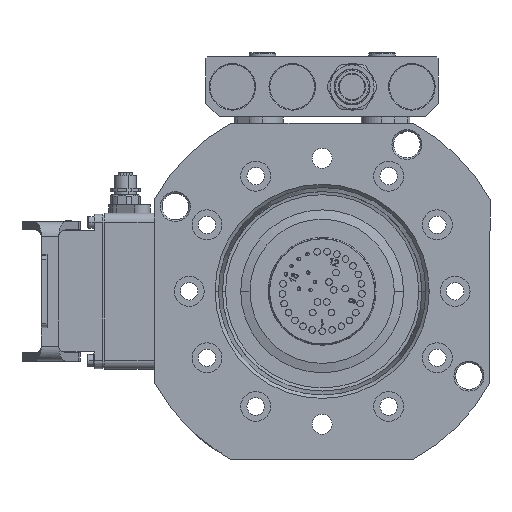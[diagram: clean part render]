
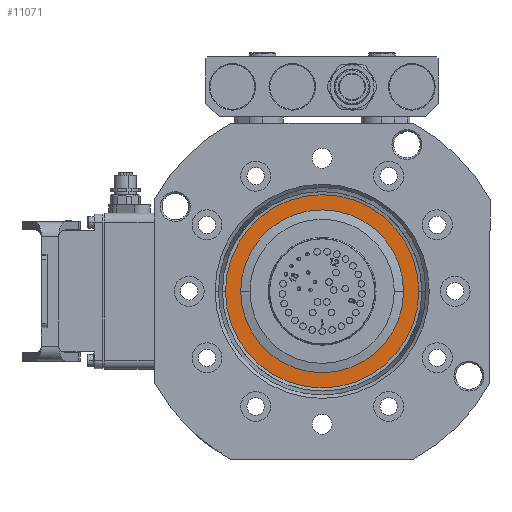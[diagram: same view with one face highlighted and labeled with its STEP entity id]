
A CAD part, front view. The second image highlights one B-rep face of the part: STEP entity #11071.
In plain terms, the highlighted planar face has unit normal (0, -1, 0).
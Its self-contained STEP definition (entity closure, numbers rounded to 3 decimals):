
#116 = EDGE_CURVE ( 'NONE', #24509, #112213, #17514, .T. ) ;
#9783 = AXIS2_PLACEMENT_3D ( 'NONE', #81359, #16544, #92242 ) ;
#11071 = ADVANCED_FACE ( 'NONE', ( #68890, #11294 ), #38424, .F. ) ;
#11294 = FACE_OUTER_BOUND ( 'NONE', #121615, .T. ) ;
#14944 = CIRCLE ( 'NONE', #40218, 58.134 ) ;
#16544 = DIRECTION ( 'NONE',  ( 0., -1., 0. ) ) ;
#17514 = CIRCLE ( 'NONE', #138049, 58.134 ) ;
#24509 = VERTEX_POINT ( 'NONE', #74172 ) ;
#38424 = PLANE ( 'NONE',  #46340 ) ;
#40218 = AXIS2_PLACEMENT_3D ( 'NONE', #112185, #47244, #123081 ) ;
#43627 = DIRECTION ( 'NONE',  ( 1., 0., 0. ) ) ;
#46340 = AXIS2_PLACEMENT_3D ( 'NONE', #114269, #49314, #125143 ) ;
#47244 = DIRECTION ( 'NONE',  ( 0., -1., 0. ) ) ;
#49314 = DIRECTION ( 'NONE',  ( 0., 1., 0. ) ) ;
#50443 = CARTESIAN_POINT ( 'NONE',  ( 0., 107., 0. ) ) ;
#50496 = VERTEX_POINT ( 'NONE', #120848 ) ;
#51482 = CIRCLE ( 'NONE', #9783, 49. ) ;
#60317 = ORIENTED_EDGE ( 'NONE', *, *, #93683, .T. ) ;
#61359 = DIRECTION ( 'NONE',  ( 1., 0., 0. ) ) ;
#68890 = FACE_BOUND ( 'NONE', #137315, .T. ) ;
#72811 = CARTESIAN_POINT ( 'NONE',  ( 49., 107., 0. ) ) ;
#74172 = CARTESIAN_POINT ( 'NONE',  ( 58.134, 107., 0. ) ) ;
#75552 = CIRCLE ( 'NONE', #90626, 49. ) ;
#76298 = ORIENTED_EDGE ( 'NONE', *, *, #130347, .F. ) ;
#79841 = CARTESIAN_POINT ( 'NONE',  ( 0., 107., 0. ) ) ;
#81359 = CARTESIAN_POINT ( 'NONE',  ( 0., 107., 0. ) ) ;
#85250 = VERTEX_POINT ( 'NONE', #72811 ) ;
#90626 = AXIS2_PLACEMENT_3D ( 'NONE', #50443, #126300, #61359 ) ;
#92242 = DIRECTION ( 'NONE',  ( 1., 0., 0. ) ) ;
#92931 = DIRECTION ( 'NONE',  ( 0., -1., 0. ) ) ;
#93683 = EDGE_CURVE ( 'NONE', #112213, #24509, #14944, .T. ) ;
#93920 = CARTESIAN_POINT ( 'NONE',  ( -58.134, 107., 0. ) ) ;
#112185 = CARTESIAN_POINT ( 'NONE',  ( 0., 107., 0. ) ) ;
#112213 = VERTEX_POINT ( 'NONE', #93920 ) ;
#113925 = ORIENTED_EDGE ( 'NONE', *, *, #139960, .F. ) ;
#114269 = CARTESIAN_POINT ( 'NONE',  ( 0., 107., 58.134 ) ) ;
#120848 = CARTESIAN_POINT ( 'NONE',  ( -49., 107., 0. ) ) ;
#121615 = EDGE_LOOP ( 'NONE', ( #133529, #60317 ) ) ;
#123081 = DIRECTION ( 'NONE',  ( 1., 0., 0. ) ) ;
#125143 = DIRECTION ( 'NONE',  ( -1., 0., 0. ) ) ;
#126300 = DIRECTION ( 'NONE',  ( 0., -1., 0. ) ) ;
#130347 = EDGE_CURVE ( 'NONE', #50496, #85250, #75552, .T. ) ;
#133529 = ORIENTED_EDGE ( 'NONE', *, *, #116, .T. ) ;
#137315 = EDGE_LOOP ( 'NONE', ( #76298, #113925 ) ) ;
#138049 = AXIS2_PLACEMENT_3D ( 'NONE', #79841, #92931, #43627 ) ;
#139960 = EDGE_CURVE ( 'NONE', #85250, #50496, #51482, .T. ) ;
